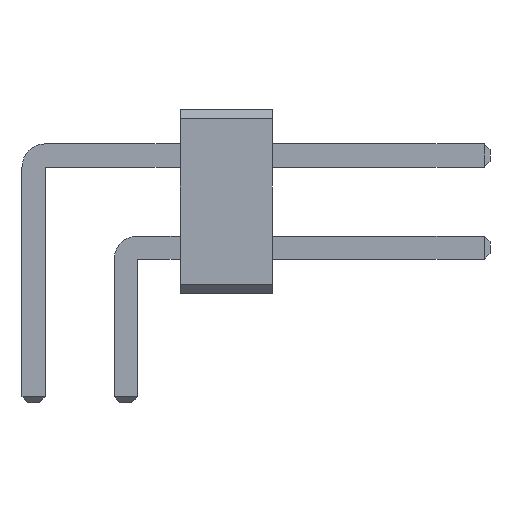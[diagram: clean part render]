
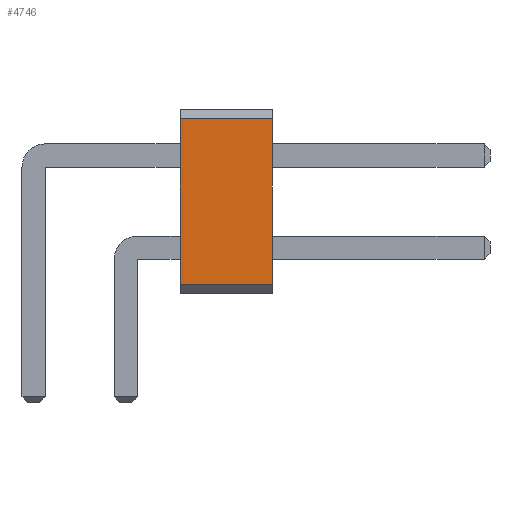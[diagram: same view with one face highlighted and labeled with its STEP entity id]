
A CAD part, front view. The second image highlights one B-rep face of the part: STEP entity #4746.
In plain terms, the highlighted planar face has unit normal (0, -1, 0).
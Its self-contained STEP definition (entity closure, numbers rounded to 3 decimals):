
#454 = VERTEX_POINT('',#455);
#455 = CARTESIAN_POINT('',(4.04,-34.29,4.826));
#461 = EDGE_CURVE('',#462,#454,#464,.T.);
#462 = VERTEX_POINT('',#463);
#463 = CARTESIAN_POINT('',(4.04,-34.29,0.254));
#464 = LINE('',#465,#466);
#465 = CARTESIAN_POINT('',(4.04,-34.29,0.254));
#466 = VECTOR('',#467,1.);
#467 = DIRECTION('',(0.,0.,1.));
#2079 = VERTEX_POINT('',#2080);
#2080 = CARTESIAN_POINT('',(6.58,-34.29,4.826));
#2086 = EDGE_CURVE('',#2087,#2079,#2089,.T.);
#2087 = VERTEX_POINT('',#2088);
#2088 = CARTESIAN_POINT('',(6.58,-34.29,0.254));
#2089 = LINE('',#2090,#2091);
#2090 = CARTESIAN_POINT('',(6.58,-34.29,0.254));
#2091 = VECTOR('',#2092,1.);
#2092 = DIRECTION('',(0.,0.,1.));
#4718 = EDGE_CURVE('',#462,#2087,#4719,.T.);
#4719 = LINE('',#4720,#4721);
#4720 = CARTESIAN_POINT('',(4.04,-34.29,0.254));
#4721 = VECTOR('',#4722,1.);
#4722 = DIRECTION('',(1.,0.,0.));
#4746 = ADVANCED_FACE('',(#4747),#4758,.T.);
#4747 = FACE_BOUND('',#4748,.T.);
#4748 = EDGE_LOOP('',(#4749,#4750,#4751,#4757));
#4749 = ORIENTED_EDGE('',*,*,#4718,.T.);
#4750 = ORIENTED_EDGE('',*,*,#2086,.T.);
#4751 = ORIENTED_EDGE('',*,*,#4752,.F.);
#4752 = EDGE_CURVE('',#454,#2079,#4753,.T.);
#4753 = LINE('',#4754,#4755);
#4754 = CARTESIAN_POINT('',(4.04,-34.29,4.826));
#4755 = VECTOR('',#4756,1.);
#4756 = DIRECTION('',(1.,0.,0.));
#4757 = ORIENTED_EDGE('',*,*,#461,.F.);
#4758 = PLANE('',#4759);
#4759 = AXIS2_PLACEMENT_3D('',#4760,#4761,#4762);
#4760 = CARTESIAN_POINT('',(4.04,-34.29,0.254));
#4761 = DIRECTION('',(0.,-1.,0.));
#4762 = DIRECTION('',(0.,0.,1.));
